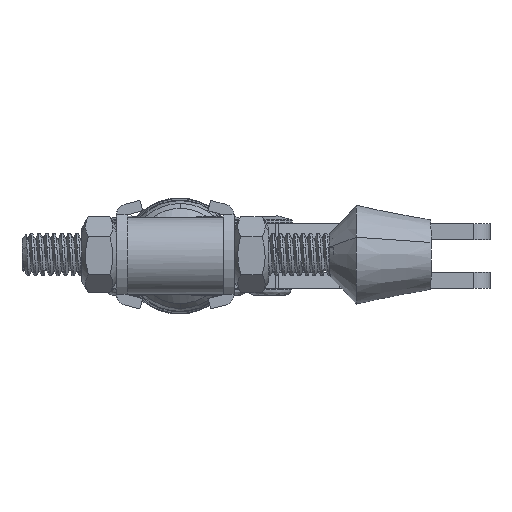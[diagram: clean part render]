
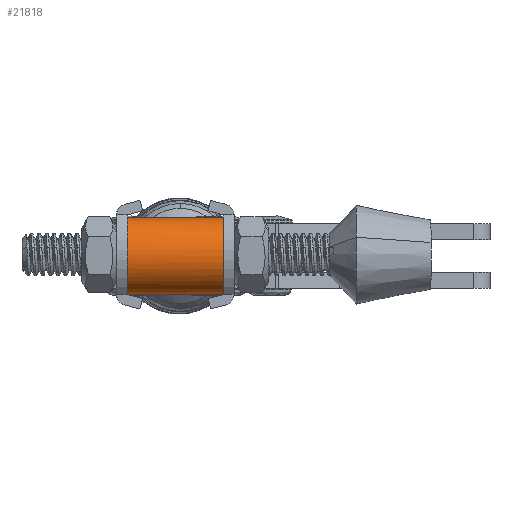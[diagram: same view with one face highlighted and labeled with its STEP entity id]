
A CAD part, left-side view. The second image highlights one B-rep face of the part: STEP entity #21818.
In plain terms, the highlighted cylindrical face has radius 7.2 mm (diameter 14.4 mm), a partial arc.
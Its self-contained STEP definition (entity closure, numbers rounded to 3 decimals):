
#4738 = EDGE_CURVE ( 'NONE', #7070, #7076, #37288, .T. ) ;
#4750 = EDGE_CURVE ( 'NONE', #7084, #7070, #37296, .T. ) ;
#4752 = EDGE_CURVE ( 'NONE', #7076, #7082, #18539, .T. ) ;
#4753 = EDGE_CURVE ( 'NONE', #7084, #7082, #18541, .T. ) ;
#4780 = AXIS2_PLACEMENT_3D ( 'NONE', #24732, #24696, #24795 ) ;
#5088 = AXIS2_PLACEMENT_3D ( 'NONE', #12662, #12661, #12657 ) ;
#7070 = VERTEX_POINT ( 'NONE', #23606 ) ;
#7076 = VERTEX_POINT ( 'NONE', #16223 ) ;
#7082 = VERTEX_POINT ( 'NONE', #16163 ) ;
#7084 = VERTEX_POINT ( 'NONE', #16148 ) ;
#12657 = DIRECTION ( 'NONE',  ( 0., 0., -1. ) ) ;
#12661 = DIRECTION ( 'NONE',  ( 0., -1., 0. ) ) ;
#12662 = CARTESIAN_POINT ( 'NONE',  ( 0., 32., 0. ) ) ;
#16148 = CARTESIAN_POINT ( 'NONE',  ( 0., 7.25, 7.2 ) ) ;
#16163 = CARTESIAN_POINT ( 'NONE',  ( 0., 7.25, -7.2 ) ) ;
#16223 = CARTESIAN_POINT ( 'NONE',  ( 0., 25.25, -7.2 ) ) ;
#18539 = LINE ( 'NONE', #24649, #18542 ) ;
#18541 = CIRCLE ( 'NONE', #4780, 7.2 ) ;
#18542 = VECTOR ( 'NONE', #24691, 1000. ) ;
#19137 = FACE_OUTER_BOUND ( 'NONE', #19727, .T. ) ;
#19142 = CYLINDRICAL_SURFACE ( 'NONE', #5088, 7.2 ) ;
#19727 = EDGE_LOOP ( 'NONE', ( #25581, #25580, #25579, #25578 ) ) ;
#20649 = CARTESIAN_POINT ( 'NONE',  ( -1.885, 25.25, 7.013 ) ) ;
#20674 = CARTESIAN_POINT ( 'NONE',  ( -5.758, 25.25, 4.425 ) ) ;
#20684 = CARTESIAN_POINT ( 'NONE',  ( 0., 25.25, 7.2 ) ) ;
#20688 = CARTESIAN_POINT ( 'NONE',  ( -3.626, 25.25, 6.291 ) ) ;
#20735 = CARTESIAN_POINT ( 'NONE',  ( -4.425, 25.25, 5.758 ) ) ;
#20947 = CARTESIAN_POINT ( 'NONE',  ( 0., 25.25, -7.2 ) ) ;
#20963 = CARTESIAN_POINT ( 'NONE',  ( -0.942, 25.25, -7.2 ) ) ;
#20966 = CARTESIAN_POINT ( 'NONE',  ( -1.885, 25.25, -7.013 ) ) ;
#20974 = CARTESIAN_POINT ( 'NONE',  ( -6.291, 25.25, 3.626 ) ) ;
#20976 = CARTESIAN_POINT ( 'NONE',  ( -7.013, 25.25, 1.885 ) ) ;
#20978 = CARTESIAN_POINT ( 'NONE',  ( -7.2, 25.25, 0.942 ) ) ;
#20980 = CARTESIAN_POINT ( 'NONE',  ( -7.2, 25.25, -0.942 ) ) ;
#20982 = CARTESIAN_POINT ( 'NONE',  ( -7.013, 25.25, -1.885 ) ) ;
#20984 = CARTESIAN_POINT ( 'NONE',  ( -6.291, 25.25, -3.626 ) ) ;
#20986 = CARTESIAN_POINT ( 'NONE',  ( -5.758, 25.25, -4.425 ) ) ;
#20988 = CARTESIAN_POINT ( 'NONE',  ( -4.425, 25.25, -5.758 ) ) ;
#20990 = CARTESIAN_POINT ( 'NONE',  ( -3.626, 25.25, -6.291 ) ) ;
#21302 = CARTESIAN_POINT ( 'NONE',  ( -0.942, 25.25, 7.2 ) ) ;
#21818 = ADVANCED_FACE ( 'NONE', ( #19137 ), #19142, .T. ) ;
#23606 = CARTESIAN_POINT ( 'NONE',  ( 0., 25.25, 7.2 ) ) ;
#24649 = CARTESIAN_POINT ( 'NONE',  ( 0., 32., -7.2 ) ) ;
#24652 = CARTESIAN_POINT ( 'NONE',  ( 0., 19.25, 7.2 ) ) ;
#24660 = CARTESIAN_POINT ( 'NONE',  ( 0., 25.25, 7.2 ) ) ;
#24691 = DIRECTION ( 'NONE',  ( 0., -1., 0. ) ) ;
#24696 = DIRECTION ( 'NONE',  ( 0., -1., 0. ) ) ;
#24732 = CARTESIAN_POINT ( 'NONE',  ( 0., 7.25, 0. ) ) ;
#24795 = DIRECTION ( 'NONE',  ( 0., 0., -1. ) ) ;
#24807 = CARTESIAN_POINT ( 'NONE',  ( 0., 7.25, 7.2 ) ) ;
#24811 = CARTESIAN_POINT ( 'NONE',  ( 0., 13.25, 7.2 ) ) ;
#25578 = ORIENTED_EDGE ( 'NONE', *, *, #4753, .F. ) ;
#25579 = ORIENTED_EDGE ( 'NONE', *, *, #4752, .T. ) ;
#25580 = ORIENTED_EDGE ( 'NONE', *, *, #4738, .T. ) ;
#25581 = ORIENTED_EDGE ( 'NONE', *, *, #4750, .T. ) ;
#37288 = B_SPLINE_CURVE_WITH_KNOTS ( 'NONE', 3,
 ( #20684, #21302, #20649, #20688, #20735, #20674, #20974, #20976, #20978, #20980, #20982, #20984, #20986, #20988, #20990, #20966, #20963, #20947 ),
 .UNSPECIFIED., .F., .F.,
 ( 4, 2, 2, 2, 2, 2, 2, 2, 4 ),
 ( 0., 0.125, 0.25, 0.375, 0.5, 0.625, 0.75, 0.875, 1. ),
 .UNSPECIFIED. ) ;
#37296 = B_SPLINE_CURVE_WITH_KNOTS ( 'NONE', 3,
 ( #24807, #24811, #24652, #24660 ),
 .UNSPECIFIED., .F., .F.,
 ( 4, 4 ),
 ( 0., 1. ),
 .UNSPECIFIED. ) ;
